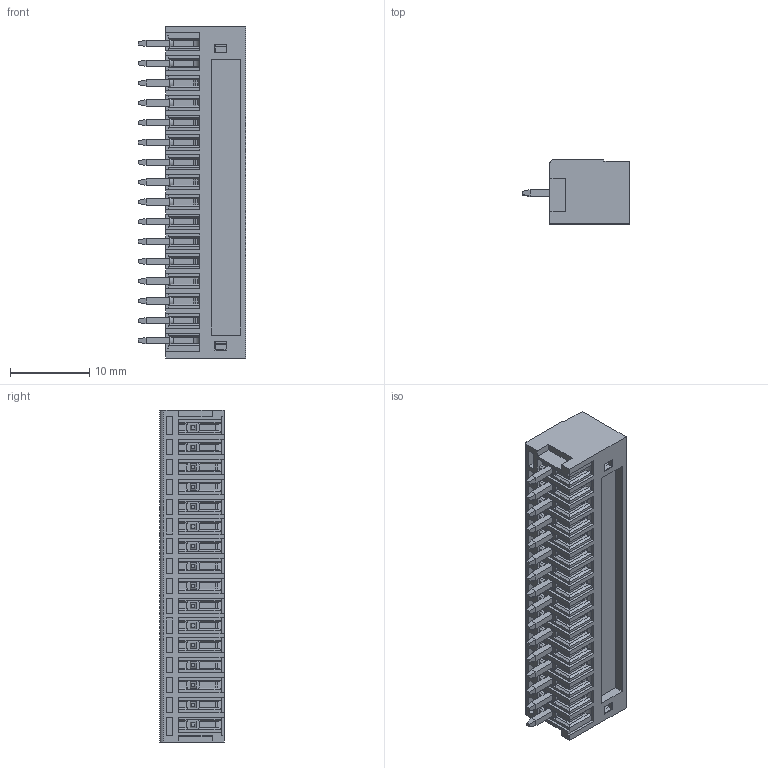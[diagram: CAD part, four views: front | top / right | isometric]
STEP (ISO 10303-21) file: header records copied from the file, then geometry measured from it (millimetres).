
FILE_DESCRIPTION((''),'2;1');
FILE_NAME('PRT0002','2024-09-18T',('sheji'),(''),'PRO/ENGINEER BY PARAMETRIC TECHNOLOGY CORPORATION, 2015240','PRO/ENGINEER BY PARAMETRIC TECHNOLOGY CORPORATION, 2015240','');
FILE_SCHEMA(('CONFIG_CONTROL_DESIGN'));
Length unit declared in the file: millimetre
Products named in the file (1): PRT0002
Bounding box: 13.6 x 8.1 x 41.9 mm (x, y, z)
Volume: 1832.2 mm3; surface area: 3696.2 mm2
Topology: 1 solids, 1 shells, 1489 faces, 3957 edges, 2536 vertices
Faces by surface type: plane 1283, cylinder 142, cone 64
Entity records: 45316 total; most frequent: CARTESIAN_POINT 8113, ORIENTED_EDGE 7914, DIRECTION 7299, EDGE_CURVE 3957, VECTOR 3497, LINE 3497, VERTEX_POINT 2536, AXIS2_PLACEMENT_3D 1901
